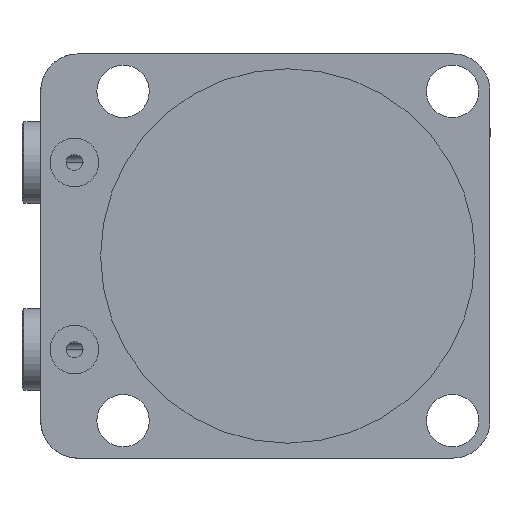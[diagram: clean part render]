
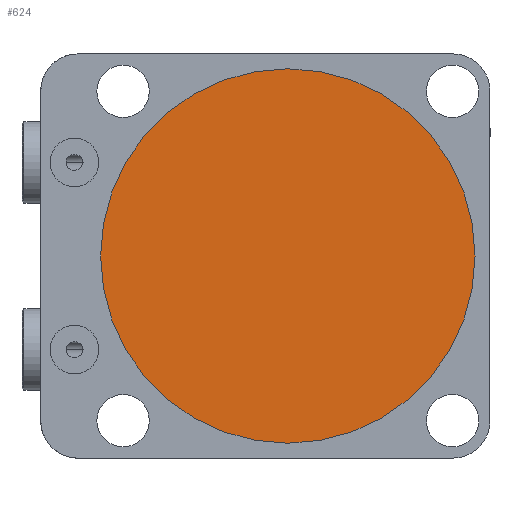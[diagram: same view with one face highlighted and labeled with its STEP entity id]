
A CAD part, front view. The second image highlights one B-rep face of the part: STEP entity #624.
In plain terms, the highlighted planar face has unit normal (0, -1, 0).
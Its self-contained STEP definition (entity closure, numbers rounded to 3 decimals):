
#615 = DIRECTION ( 'NONE',  ( 0., 1., 0. ) ) ;
#624 = ADVANCED_FACE ( 'NONE', ( #6624 ), #1333, .F. ) ;
#906 = EDGE_LOOP ( 'NONE', ( #1213, #1506 ) ) ;
#1213 = ORIENTED_EDGE ( 'NONE', *, *, #1384, .F. ) ;
#1312 = DIRECTION ( 'NONE',  ( 0., 1., 0. ) ) ;
#1333 = PLANE ( 'NONE',  #6075 ) ;
#1384 = EDGE_CURVE ( 'NONE', #7247, #5080, #2483, .T. ) ;
#1506 = ORIENTED_EDGE ( 'NONE', *, *, #7378, .F. ) ;
#2212 = AXIS2_PLACEMENT_3D ( 'NONE', #4854, #1312, #5452 ) ;
#2333 = CIRCLE ( 'NONE', #2212, 50. ) ;
#2483 = CIRCLE ( 'NONE', #4588, 50. ) ;
#2991 = CARTESIAN_POINT ( 'NONE',  ( 0., 0., -50. ) ) ;
#3722 = DIRECTION ( 'NONE',  ( 0., 1., 0. ) ) ;
#4164 = CARTESIAN_POINT ( 'NONE',  ( 0., 0., 0. ) ) ;
#4303 = CARTESIAN_POINT ( 'NONE',  ( 0., 0., 50. ) ) ;
#4588 = AXIS2_PLACEMENT_3D ( 'NONE', #4164, #615, #4753 ) ;
#4753 = DIRECTION ( 'NONE',  ( 0., 0., 1. ) ) ;
#4850 = CARTESIAN_POINT ( 'NONE',  ( 0., 0., 0. ) ) ;
#4854 = CARTESIAN_POINT ( 'NONE',  ( 0., 0., 0. ) ) ;
#5080 = VERTEX_POINT ( 'NONE', #4303 ) ;
#5452 = DIRECTION ( 'NONE',  ( 0., 0., 1. ) ) ;
#6075 = AXIS2_PLACEMENT_3D ( 'NONE', #4850, #3722, #6632 ) ;
#6624 = FACE_OUTER_BOUND ( 'NONE', #906, .T. ) ;
#6632 = DIRECTION ( 'NONE',  ( 0., 0., 1. ) ) ;
#7247 = VERTEX_POINT ( 'NONE', #2991 ) ;
#7378 = EDGE_CURVE ( 'NONE', #5080, #7247, #2333, .T. ) ;
